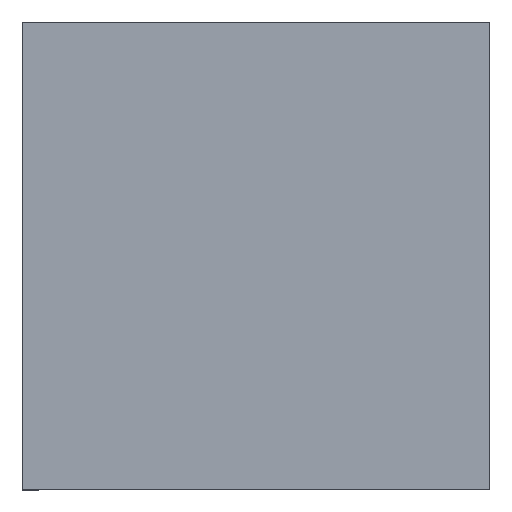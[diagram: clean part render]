
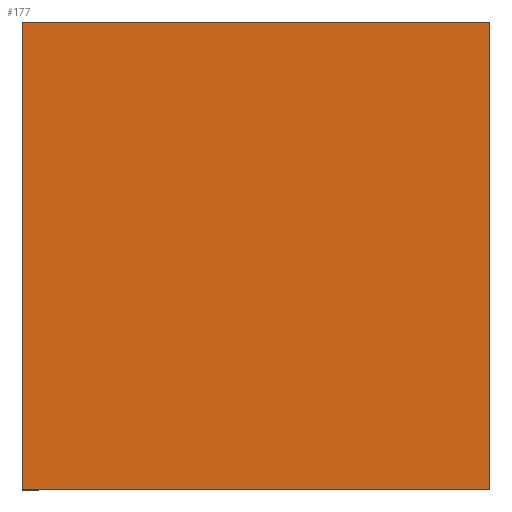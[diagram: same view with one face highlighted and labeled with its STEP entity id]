
A CAD part, top view. The second image highlights one B-rep face of the part: STEP entity #177.
In plain terms, the highlighted planar face has unit normal (0, 0, 1).
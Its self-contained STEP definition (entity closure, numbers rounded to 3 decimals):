
#7 = LINE ( 'NONE', #62, #144 ) ;
#9 = CARTESIAN_POINT ( 'NONE',  ( 0., 0., 3. ) ) ;
#37 = DIRECTION ( 'NONE',  ( 1., 0., 0. ) ) ;
#42 = VERTEX_POINT ( 'NONE', #93 ) ;
#49 = VECTOR ( 'NONE', #108, 1000. ) ;
#50 = CARTESIAN_POINT ( 'NONE',  ( 12.7, 12.7, 3. ) ) ;
#52 = LINE ( 'NONE', #88, #49 ) ;
#54 = CARTESIAN_POINT ( 'NONE',  ( 12.7, -12.7, 3. ) ) ;
#60 = EDGE_LOOP ( 'NONE', ( #230, #166, #188, #185 ) ) ;
#62 = CARTESIAN_POINT ( 'NONE',  ( -12.7, 12.7, 3. ) ) ;
#63 = DIRECTION ( 'NONE',  ( 1., 0., 0. ) ) ;
#80 = VERTEX_POINT ( 'NONE', #50 ) ;
#81 = VERTEX_POINT ( 'NONE', #222 ) ;
#88 = CARTESIAN_POINT ( 'NONE',  ( -12.7, 12.7, 3. ) ) ;
#93 = CARTESIAN_POINT ( 'NONE',  ( -12.7, 12.7, 3. ) ) ;
#104 = EDGE_CURVE ( 'NONE', #81, #178, #215, .T. ) ;
#107 = LINE ( 'NONE', #128, #148 ) ;
#108 = DIRECTION ( 'NONE',  ( 0., -1., 0. ) ) ;
#113 = VECTOR ( 'NONE', #63, 1000. ) ;
#128 = CARTESIAN_POINT ( 'NONE',  ( 12.7, 12.7, 3. ) ) ;
#131 = PLANE ( 'NONE',  #210 ) ;
#144 = VECTOR ( 'NONE', #214, 1000. ) ;
#148 = VECTOR ( 'NONE', #202, 1000. ) ;
#150 = EDGE_CURVE ( 'NONE', #178, #80, #107, .T. ) ;
#152 = EDGE_CURVE ( 'NONE', #42, #81, #52, .T. ) ;
#155 = DIRECTION ( 'NONE',  ( 0., 0., 1. ) ) ;
#166 = ORIENTED_EDGE ( 'NONE', *, *, #104, .T. ) ;
#174 = EDGE_CURVE ( 'NONE', #80, #42, #7, .T. ) ;
#177 = ADVANCED_FACE ( 'NONE', ( #233 ), #131, .T. ) ;
#178 = VERTEX_POINT ( 'NONE', #54 ) ;
#185 = ORIENTED_EDGE ( 'NONE', *, *, #174, .T. ) ;
#188 = ORIENTED_EDGE ( 'NONE', *, *, #150, .T. ) ;
#200 = CARTESIAN_POINT ( 'NONE',  ( -12.7, -12.7, 3. ) ) ;
#202 = DIRECTION ( 'NONE',  ( 0., 1., 0. ) ) ;
#210 = AXIS2_PLACEMENT_3D ( 'NONE', #9, #155, #37 ) ;
#214 = DIRECTION ( 'NONE',  ( -1., 0., 0. ) ) ;
#215 = LINE ( 'NONE', #200, #113 ) ;
#222 = CARTESIAN_POINT ( 'NONE',  ( -12.7, -12.7, 3. ) ) ;
#230 = ORIENTED_EDGE ( 'NONE', *, *, #152, .T. ) ;
#233 = FACE_OUTER_BOUND ( 'NONE', #60, .T. ) ;
